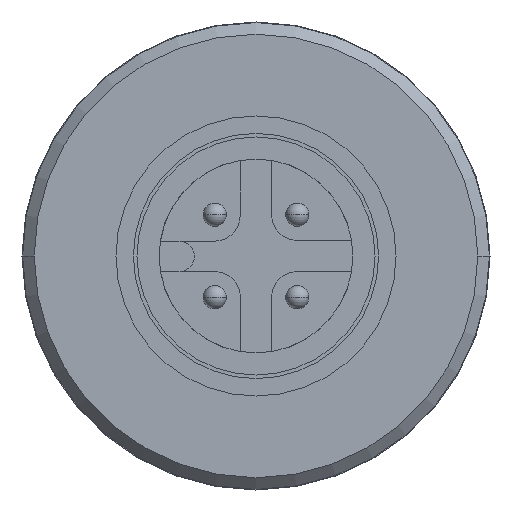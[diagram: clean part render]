
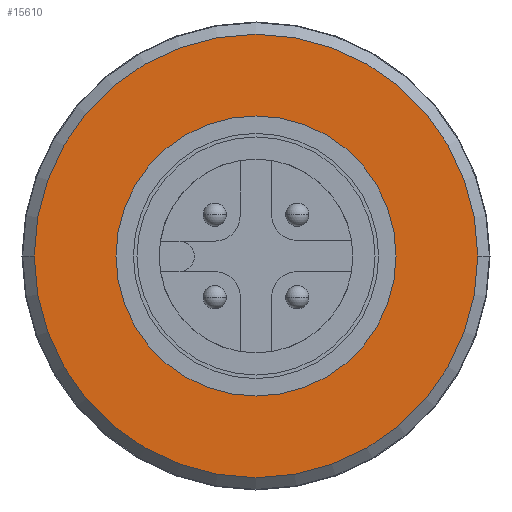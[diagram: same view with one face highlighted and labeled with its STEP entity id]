
A CAD part, front view. The second image highlights one B-rep face of the part: STEP entity #15610.
In plain terms, the highlighted planar face has unit normal (0, -1, 0).
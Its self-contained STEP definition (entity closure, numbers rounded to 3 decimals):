
#4860=CARTESIAN_POINT('',(-9.5,1.2,
0.));
#4870=VERTEX_POINT('',#4860);
#5050=CARTESIAN_POINT('',(9.5,1.2,0.));
#5060=VERTEX_POINT('',#5050);
#5090=CARTESIAN_POINT('',(0.,1.2,0.));
#5100=DIRECTION('',(0.,-1.,0.));
#5110=DIRECTION('',(-1.,0.,0.));
#5120=AXIS2_PLACEMENT_3D('',#5090,#5100,#5110);
#5130=CIRCLE('',#5120,9.5);
#5140=EDGE_CURVE('',#5060,#4870,#5130,.T.);
#5350=CARTESIAN_POINT('',(5.,1.2,0.));
#5360=VERTEX_POINT('',#5350);
#5540=CARTESIAN_POINT('',(-5.,1.2,0.));
#5550=VERTEX_POINT('',#5540);
#5580=CARTESIAN_POINT('',(0.,1.2,0.));
#5590=DIRECTION('',(0.,-1.,0.));
#5600=DIRECTION('',(-1.,0.,0.));
#5610=AXIS2_PLACEMENT_3D('',#5580,#5590,#5600);
#5620=CIRCLE('',#5610,5.);
#5630=EDGE_CURVE('',#5360,#5550,#5620,.T.);
#15460=CARTESIAN_POINT('',(0.,1.2,9.65));
#15470=DIRECTION('',(0.,-1.,0.));
#15480=DIRECTION('',(0.,0.,-1.));
#15490=AXIS2_PLACEMENT_3D('',#15460,#15470,#15480);
#15500=PLANE('',#15490);
#15510=EDGE_CURVE('',#4870,#5060,#5130,.T.);
#15520=ORIENTED_EDGE('',*,*,#15510,.T.);
#15530=ORIENTED_EDGE('',*,*,#5140,.T.);
#15540=EDGE_LOOP('',(#15530,#15520));
#15550=FACE_OUTER_BOUND('',#15540,.T.);
#15560=EDGE_CURVE('',#5550,#5360,#5620,.T.);
#15570=ORIENTED_EDGE('',*,*,#15560,.F.);
#15580=ORIENTED_EDGE('',*,*,#5630,.F.);
#15590=EDGE_LOOP('',(#15580,#15570));
#15600=FACE_BOUND('',#15590,.T.);
#15610=ADVANCED_FACE('',(#15550,#15600),#15500,.T.);
